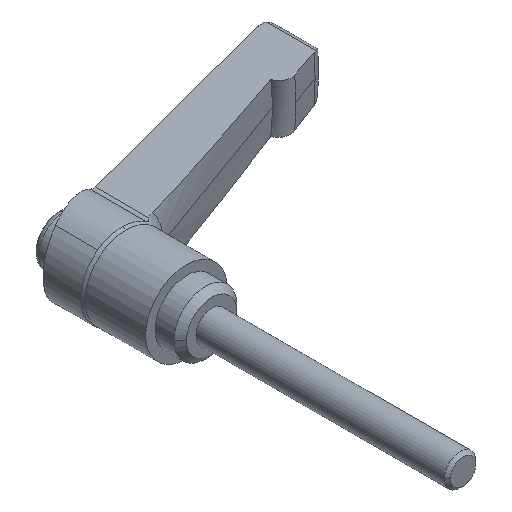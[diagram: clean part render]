
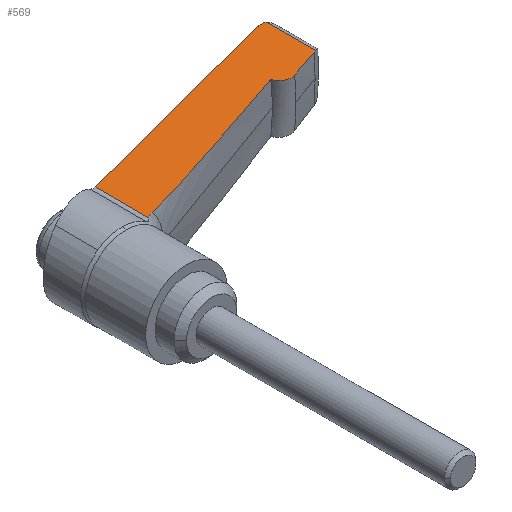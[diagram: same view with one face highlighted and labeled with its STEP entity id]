
A CAD part, isometric view. The second image highlights one B-rep face of the part: STEP entity #569.
In plain terms, the highlighted planar face has unit normal (0.035, 0, 0.999).
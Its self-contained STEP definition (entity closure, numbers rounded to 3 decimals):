
#303 = EDGE_CURVE( '', #581, #409, #792, .T. );
#323 = EDGE_CURVE( '', #409, #429, #816, .T. );
#329 = EDGE_CURVE( '', #679, #387, #822, .T. );
#355 = EDGE_CURVE( '', #609, #437, #851, .T. );
#379 = VERTEX_POINT( '', #877 );
#385 = EDGE_CURVE( '', #581, #573, #883, .T. );
#387 = VERTEX_POINT( '', #885 );
#409 = VERTEX_POINT( '', #907 );
#429 = VERTEX_POINT( '', #927 );
#437 = VERTEX_POINT( '', #936 );
#461 = EDGE_CURVE( '', #379, #573, #964, .T. );
#481 = EDGE_CURVE( '', #429, #609, #987, .T. );
#569 = ADVANCED_FACE( '', ( #1084 ), #1085, .F. );
#573 = VERTEX_POINT( '', #1089 );
#581 = VERTEX_POINT( '', #1097 );
#591 = EDGE_CURVE( '', #437, #679, #1108, .T. );
#609 = VERTEX_POINT( '', #1127 );
#679 = VERTEX_POINT( '', #1206 );
#717 = EDGE_CURVE( '', #379, #387, #1251, .T. );
#792 = B_SPLINE_CURVE_WITH_KNOTS( '', 3, ( #1357, #1358, #1359, #1360, #1361, #1362 ), .UNSPECIFIED., .F., .F., ( 4, 2, 4 ), ( 4.198, 4.45, 4.626 ), .UNSPECIFIED. );
#816 = ( B_SPLINE_CURVE( 2, ( #1407, #1408, #1409 ), .UNSPECIFIED., .F., .F. )B_SPLINE_CURVE_WITH_KNOTS( ( 3, 3 ), ( 0., 5.151 ), .UNSPECIFIED. )RATIONAL_B_SPLINE_CURVE( ( 1., 1.002, 1. ) )BOUNDED_CURVE(  )REPRESENTATION_ITEM( '' )GEOMETRIC_REPRESENTATION_ITEM(  )CURVE(  ) );
#822 = LINE( '', #1425, #1426 );
#851 = ( B_SPLINE_CURVE( 2, ( #1465, #1466, #1467 ), .UNSPECIFIED., .F., .F. )B_SPLINE_CURVE_WITH_KNOTS( ( 3, 3 ), ( 0., 30.397 ), .UNSPECIFIED. )RATIONAL_B_SPLINE_CURVE( ( 1., 1.349, 1. ) )BOUNDED_CURVE(  )REPRESENTATION_ITEM( '' )GEOMETRIC_REPRESENTATION_ITEM(  )CURVE(  ) );
#877 = CARTESIAN_POINT( '', ( 41.52, 34.002, 3.701 ) );
#883 = LINE( '', #1525, #1526 );
#885 = CARTESIAN_POINT( '', ( 4.96, 23.518, 4.977 ) );
#907 = CARTESIAN_POINT( '', ( 42.207, 25.927, 3.677 ) );
#927 = CARTESIAN_POINT( '', ( 37.365, 24.178, 3.846 ) );
#936 = CARTESIAN_POINT( '', ( 6.056, 15.479, 4.939 ) );
#964 = B_SPLINE_CURVE_WITH_KNOTS( '', 3, ( #1651, #1652, #1653, #1654, #1655, #1656, #1657, #1658, #1659, #1660 ), .UNSPECIFIED., .F., .F., ( 4, 2, 2, 2, 4 ), ( 12.59, 12.819, 13.381, 13.941, 14.115 ), .UNSPECIFIED. );
#987 = B_SPLINE_CURVE_WITH_KNOTS( '', 3, ( #1687, #1688, #1689, #1690, #1691, #1692, #1693, #1694, #1695, #1696, #1697, #1698, #1699, #1700, #1701, #1702, #1703, #1704, #1705, #1706 ), .UNSPECIFIED., .F., .F., ( 4, 2, 2, 2, 2, 2, 2, 2, 2, 4 ), ( 2.315, 2.601, 2.976, 3.351, 3.726, 4.1, 4.473, 4.844, 5.215, 5.298 ), .UNSPECIFIED. );
#1084 = FACE_OUTER_BOUND( '', #1862, .T. );
#1085 = PLANE( '', #1863 );
#1089 = CARTESIAN_POINT( '', ( 42.611, 33.919, 3.662 ) );
#1097 = CARTESIAN_POINT( '', ( 42.611, 26.098, 3.662 ) );
#1108 = B_SPLINE_CURVE_WITH_KNOTS( '', 3, ( #1905, #1906, #1907, #1908, #1909, #1910, #1911, #1912 ), .UNSPECIFIED., .F., .F., ( 4, 2, 2, 4 ), ( 4.101, 4.299, 4.805, 5.256 ), .UNSPECIFIED. );
#1127 = CARTESIAN_POINT( '', ( 34.777, 25.373, 3.936 ) );
#1206 = CARTESIAN_POINT( '', ( 4.96, 14.953, 4.977 ) );
#1251 = LINE( '', #2143, #2144 );
#1357 = CARTESIAN_POINT( '', ( 42.611, 26.098, 3.662 ) );
#1358 = CARTESIAN_POINT( '', ( 42.532, 26.059, 3.665 ) );
#1359 = CARTESIAN_POINT( '', ( 42.453, 26.024, 3.668 ) );
#1360 = CARTESIAN_POINT( '', ( 42.321, 25.969, 3.673 ) );
#1361 = CARTESIAN_POINT( '', ( 42.265, 25.947, 3.675 ) );
#1362 = CARTESIAN_POINT( '', ( 42.207, 25.927, 3.677 ) );
#1407 = CARTESIAN_POINT( '', ( 42.207, 25.927, 3.677 ) );
#1408 = CARTESIAN_POINT( '', ( 39.641, 24.999, 3.766 ) );
#1409 = CARTESIAN_POINT( '', ( 37.365, 24.178, 3.846 ) );
#1425 = CARTESIAN_POINT( '', ( 4.96, 0., 4.977 ) );
#1426 = VECTOR( '', #2248, 1. );
#1465 = CARTESIAN_POINT( '', ( 34.777, 25.373, 3.936 ) );
#1466 = CARTESIAN_POINT( '', ( 11.299, 16.916, 4.756 ) );
#1467 = CARTESIAN_POINT( '', ( 6.056, 15.479, 4.939 ) );
#1525 = CARTESIAN_POINT( '', ( 42.611, 0., 3.662 ) );
#1526 = VECTOR( '', #2330, 1. );
#1651 = CARTESIAN_POINT( '', ( 41.004, 33.903, 3.719 ) );
#1652 = CARTESIAN_POINT( '', ( 41.083, 33.925, 3.716 ) );
#1653 = CARTESIAN_POINT( '', ( 41.164, 33.945, 3.713 ) );
#1654 = CARTESIAN_POINT( '', ( 41.446, 34.001, 3.703 ) );
#1655 = CARTESIAN_POINT( '', ( 41.65, 34.019, 3.696 ) );
#1656 = CARTESIAN_POINT( '', ( 42.023, 34.019, 3.683 ) );
#1657 = CARTESIAN_POINT( '', ( 42.227, 34.001, 3.676 ) );
#1658 = CARTESIAN_POINT( '', ( 42.489, 33.949, 3.667 ) );
#1659 = CARTESIAN_POINT( '', ( 42.55, 33.935, 3.665 ) );
#1660 = CARTESIAN_POINT( '', ( 42.611, 33.919, 3.662 ) );
#1687 = CARTESIAN_POINT( '', ( 37.365, 24.178, 3.846 ) );
#1688 = CARTESIAN_POINT( '', ( 37.272, 24.144, 3.849 ) );
#1689 = CARTESIAN_POINT( '', ( 37.172, 24.116, 3.852 ) );
#1690 = CARTESIAN_POINT( '', ( 36.936, 24.069, 3.861 ) );
#1691 = CARTESIAN_POINT( '', ( 36.8, 24.057, 3.865 ) );
#1692 = CARTESIAN_POINT( '', ( 36.55, 24.057, 3.874 ) );
#1693 = CARTESIAN_POINT( '', ( 36.413, 24.069, 3.879 ) );
#1694 = CARTESIAN_POINT( '', ( 36.146, 24.122, 3.888 ) );
#1695 = CARTESIAN_POINT( '', ( 36.015, 24.163, 3.893 ) );
#1696 = CARTESIAN_POINT( '', ( 35.784, 24.258, 3.901 ) );
#1697 = CARTESIAN_POINT( '', ( 35.663, 24.321, 3.905 ) );
#1698 = CARTESIAN_POINT( '', ( 35.437, 24.471, 3.913 ) );
#1699 = CARTESIAN_POINT( '', ( 35.332, 24.558, 3.917 ) );
#1700 = CARTESIAN_POINT( '', ( 35.156, 24.733, 3.923 ) );
#1701 = CARTESIAN_POINT( '', ( 35.069, 24.837, 3.926 ) );
#1702 = CARTESIAN_POINT( '', ( 34.919, 25.061, 3.931 ) );
#1703 = CARTESIAN_POINT( '', ( 34.855, 25.181, 3.933 ) );
#1704 = CARTESIAN_POINT( '', ( 34.797, 25.32, 3.935 ) );
#1705 = CARTESIAN_POINT( '', ( 34.787, 25.346, 3.936 ) );
#1706 = CARTESIAN_POINT( '', ( 34.777, 25.373, 3.936 ) );
#1862 = EDGE_LOOP( '', ( #2540, #2541, #2542, #2543, #2544, #2545, #2546, #2547, #2548 ) );
#1863 = AXIS2_PLACEMENT_3D( '', #2549, #2550, #2551 );
#1905 = CARTESIAN_POINT( '', ( 6.056, 15.479, 4.939 ) );
#1906 = CARTESIAN_POINT( '', ( 5.989, 15.461, 4.941 ) );
#1907 = CARTESIAN_POINT( '', ( 5.924, 15.44, 4.944 ) );
#1908 = CARTESIAN_POINT( '', ( 5.701, 15.365, 4.951 ) );
#1909 = CARTESIAN_POINT( '', ( 5.53, 15.294, 4.957 ) );
#1910 = CARTESIAN_POINT( '', ( 5.222, 15.132, 4.968 ) );
#1911 = CARTESIAN_POINT( '', ( 5.083, 15.044, 4.973 ) );
#1912 = CARTESIAN_POINT( '', ( 4.96, 14.953, 4.977 ) );
#2143 = CARTESIAN_POINT( '', ( -4.505, 20.804, 5.308 ) );
#2144 = VECTOR( '', #2750, 1. );
#2248 = DIRECTION( '', ( 0., 1., 0. ) );
#2330 = DIRECTION( '', ( 0., 1., 0. ) );
#2540 = ORIENTED_EDGE( '', *, *, #717, .T. );
#2541 = ORIENTED_EDGE( '', *, *, #329, .F. );
#2542 = ORIENTED_EDGE( '', *, *, #591, .F. );
#2543 = ORIENTED_EDGE( '', *, *, #355, .F. );
#2544 = ORIENTED_EDGE( '', *, *, #481, .F. );
#2545 = ORIENTED_EDGE( '', *, *, #323, .F. );
#2546 = ORIENTED_EDGE( '', *, *, #303, .F. );
#2547 = ORIENTED_EDGE( '', *, *, #385, .T. );
#2548 = ORIENTED_EDGE( '', *, *, #461, .F. );
#2549 = CARTESIAN_POINT( '', ( 4.96, 0., 4.977 ) );
#2550 = DIRECTION( '', ( -0.035, 0., -0.999 ) );
#2551 = DIRECTION( '', ( -0.999, 0., 0.035 ) );
#2750 = DIRECTION( '', ( -0.961, -0.275, 0.034 ) );
